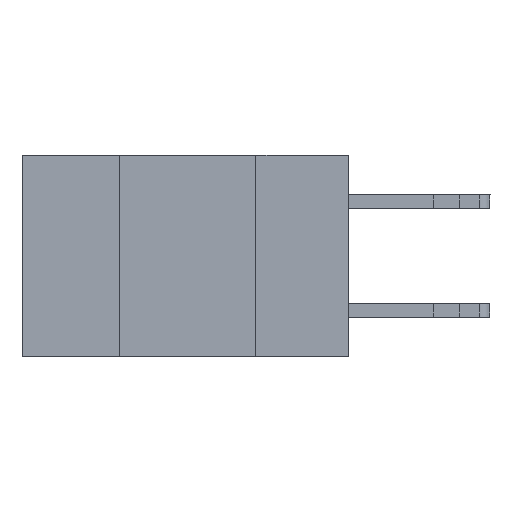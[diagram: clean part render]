
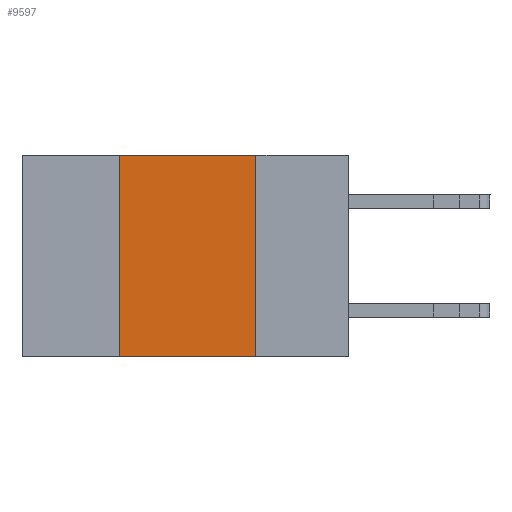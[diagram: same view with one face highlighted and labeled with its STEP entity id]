
A CAD part, left-side view. The second image highlights one B-rep face of the part: STEP entity #9597.
In plain terms, the highlighted planar face has unit normal (-1, 0, 0).
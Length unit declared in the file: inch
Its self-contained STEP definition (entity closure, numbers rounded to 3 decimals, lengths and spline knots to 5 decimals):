
#1010 = DIRECTION ( 'NONE',  ( 1., 0., 0. ) ) ;
#1211 = EDGE_LOOP ( 'NONE', ( #6328, #20111, #13014, #3432 ) ) ;
#1761 = EDGE_CURVE ( 'NONE', #6461, #8621, #4122, .T. ) ;
#2223 = DIRECTION ( 'NONE',  ( 0., -1., 0. ) ) ;
#2568 = VERTEX_POINT ( 'NONE', #10335 ) ;
#3432 = ORIENTED_EDGE ( 'NONE', *, *, #20231, .T. ) ;
#4122 = LINE ( 'NONE', #11069, #19582 ) ;
#4410 = DIRECTION ( 'NONE',  ( 0., -1., 0. ) ) ;
#5045 = VECTOR ( 'NONE', #4410, 39.37008 ) ;
#6328 = ORIENTED_EDGE ( 'NONE', *, *, #1761, .F. ) ;
#6461 = VERTEX_POINT ( 'NONE', #7713 ) ;
#7713 = CARTESIAN_POINT ( 'NONE',  ( 0., 0.17, 0. ) ) ;
#8059 = DIRECTION ( 'NONE',  ( 0., 0., -1. ) ) ;
#8621 = VERTEX_POINT ( 'NONE', #21440 ) ;
#9597 = ADVANCED_FACE ( 'NONE', ( #16864 ), #18605, .F. ) ;
#10335 = CARTESIAN_POINT ( 'NONE',  ( 0., 0.42, 0. ) ) ;
#10614 = DIRECTION ( 'NONE',  ( 0., 0., 1. ) ) ;
#11013 = LINE ( 'NONE', #18081, #12881 ) ;
#11069 = CARTESIAN_POINT ( 'NONE',  ( 0., 0.17, 0. ) ) ;
#11188 = CARTESIAN_POINT ( 'NONE',  ( 0., 0.6, 0. ) ) ;
#11834 = CARTESIAN_POINT ( 'NONE',  ( 0., 0.6, 0. ) ) ;
#12881 = VECTOR ( 'NONE', #2223, 39.37008 ) ;
#13014 = ORIENTED_EDGE ( 'NONE', *, *, #13339, .F. ) ;
#13339 = EDGE_CURVE ( 'NONE', #14297, #2568, #15496, .T. ) ;
#14297 = VERTEX_POINT ( 'NONE', #17973 ) ;
#15496 = LINE ( 'NONE', #17572, #15946 ) ;
#15946 = VECTOR ( 'NONE', #10614, 39.37008 ) ;
#16864 = FACE_OUTER_BOUND ( 'NONE', #1211, .T. ) ;
#17572 = CARTESIAN_POINT ( 'NONE',  ( 0., 0.42, 0. ) ) ;
#17973 = CARTESIAN_POINT ( 'NONE',  ( 0., 0.42, -0.37 ) ) ;
#18081 = CARTESIAN_POINT ( 'NONE',  ( 0., 0.6, -0.37 ) ) ;
#18479 = DIRECTION ( 'NONE',  ( 0., 0., -1. ) ) ;
#18529 = EDGE_CURVE ( 'NONE', #2568, #6461, #22011, .T. ) ;
#18605 = PLANE ( 'NONE',  #21766 ) ;
#19582 = VECTOR ( 'NONE', #18479, 39.37008 ) ;
#20111 = ORIENTED_EDGE ( 'NONE', *, *, #18529, .F. ) ;
#20231 = EDGE_CURVE ( 'NONE', #14297, #8621, #11013, .T. ) ;
#21440 = CARTESIAN_POINT ( 'NONE',  ( 0., 0.17, -0.37 ) ) ;
#21766 = AXIS2_PLACEMENT_3D ( 'NONE', #11188, #1010, #8059 ) ;
#22011 = LINE ( 'NONE', #11834, #5045 ) ;
